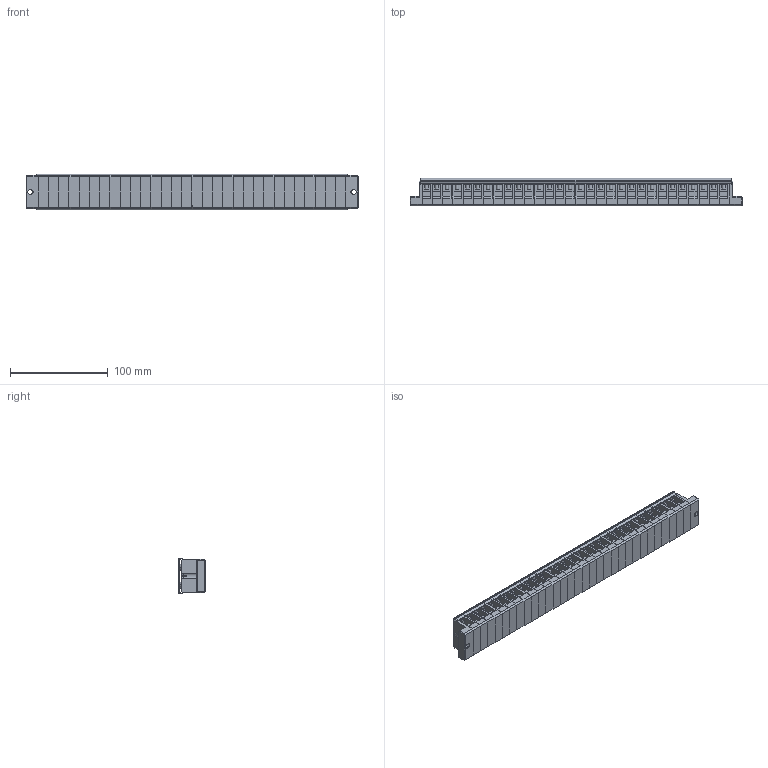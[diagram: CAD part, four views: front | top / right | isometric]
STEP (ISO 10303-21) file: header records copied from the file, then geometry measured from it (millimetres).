
FILE_DESCRIPTION (( 'STEP AP203' ), '1' );
FILE_NAME ('BTBH15LC30_rev0.0.STEP', '2021-10-20T00:16:03', ( '' ), ( '' ), 'SwSTEP 2.0', 'SolidWorks 2019', '' );
FILE_SCHEMA (( 'CONFIG_CONTROL_DESIGN' ));
Length unit declared in the file: millimetre
Products named in the file (5): BTB15-END-BOARD; BTBH15L_蹬怮椔; BTBH15LC30_rev0.0; BTB15L-TERM-CV-30_蹬怮椔; TB15L-30_蹬怮椔
Assembly tree (34 placements, depth 2):
  BTBH15LC30_rev0.0
    BTB15-END-BOARD  x2
    BTBH15L_蹬怮椔  x30
    BTB15L-TERM-CV-30_蹬怮椔
    TB15L-30_蹬怮椔
Bounding box: 340 x 28 x 36.6 mm (x, y, z)
Volume: 212238.5 mm3; surface area: 162863.9 mm2
Topology: 34 solids, 34 shells, 3869 faces, 9663 edges, 6282 vertices
Faces by surface type: plane 2528, cylinder 921, cone 300, torus 120
Entity records: 6959 total; most frequent: DIRECTION 1014, CARTESIAN_POINT 987, ORIENTED_EDGE 928, EDGE_CURVE 464, LINE 352, VECTOR 352, AXIS2_PLACEMENT_3D 331, VERTEX_POINT 304
